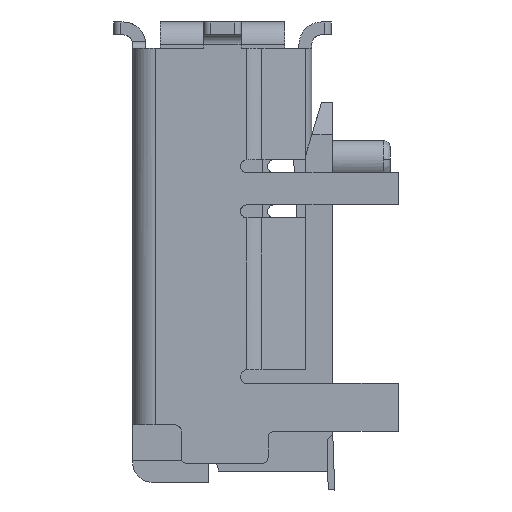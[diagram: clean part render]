
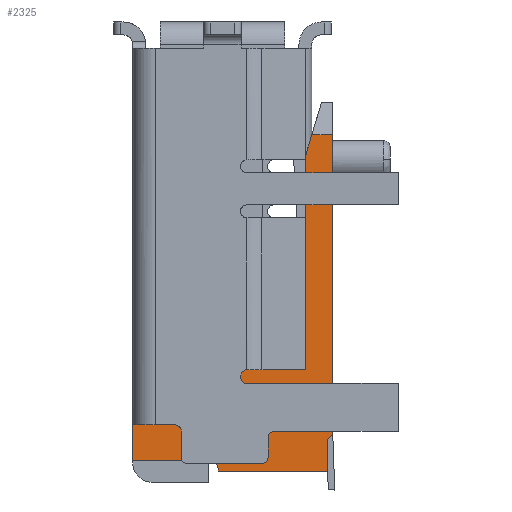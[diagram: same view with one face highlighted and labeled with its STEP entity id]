
A CAD part, left-side view. The second image highlights one B-rep face of the part: STEP entity #2325.
In plain terms, the highlighted planar face has unit normal (-1, 0, 0).
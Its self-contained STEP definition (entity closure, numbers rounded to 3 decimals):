
#115 = VERTEX_POINT ( 'NONE', #23627 ) ;
#306 = VERTEX_POINT ( 'NONE', #12546 ) ;
#450 = DIRECTION ( 'NONE',  ( 1., 0., 0. ) ) ;
#506 = VECTOR ( 'NONE', #28980, 1000. ) ;
#598 = EDGE_CURVE ( 'NONE', #306, #25777, #17321, .T. ) ;
#770 = EDGE_CURVE ( 'NONE', #15311, #1020, #30847, .T. ) ;
#933 = EDGE_CURVE ( 'NONE', #22228, #3373, #25632, .T. ) ;
#946 = VECTOR ( 'NONE', #13262, 1000. ) ;
#1020 = VERTEX_POINT ( 'NONE', #15540 ) ;
#1054 = CARTESIAN_POINT ( 'NONE',  ( -8., 0.667, -13.603 ) ) ;
#1160 = VERTEX_POINT ( 'NONE', #19315 ) ;
#1366 = CARTESIAN_POINT ( 'NONE',  ( -8., 0.444, -13.747 ) ) ;
#1495 = LINE ( 'NONE', #20751, #20753 ) ;
#1673 = CARTESIAN_POINT ( 'NONE',  ( -8., 0.614, -13.617 ) ) ;
#1721 = ORIENTED_EDGE ( 'NONE', *, *, #30044, .F. ) ;
#1828 = EDGE_CURVE ( 'NONE', #18967, #5949, #7126, .T. ) ;
#2051 = EDGE_CURVE ( 'NONE', #5949, #306, #27280, .T. ) ;
#2278 = DIRECTION ( 'NONE',  ( 0., 0., 1. ) ) ;
#2325 = ADVANCED_FACE ( 'NONE', ( #24115 ), #14680, .F. ) ;
#2363 = DIRECTION ( 'NONE',  ( 0., -1., 0. ) ) ;
#2371 = CARTESIAN_POINT ( 'NONE',  ( -8., -0.03, -12.5 ) ) ;
#3373 = VERTEX_POINT ( 'NONE', #5525 ) ;
#3431 = VECTOR ( 'NONE', #29108, 1000. ) ;
#3551 = DIRECTION ( 'NONE',  ( 0., 0.707, -0.707 ) ) ;
#3571 = ORIENTED_EDGE ( 'NONE', *, *, #598, .F. ) ;
#3842 = CARTESIAN_POINT ( 'NONE',  ( -8., -2.495, -3.5 ) ) ;
#3906 = CARTESIAN_POINT ( 'NONE',  ( -8., 0.415, -13.9 ) ) ;
#3928 = LINE ( 'NONE', #21252, #20800 ) ;
#4057 = CARTESIAN_POINT ( 'NONE',  ( -8., -0.276, -10.79 ) ) ;
#4383 = DIRECTION ( 'NONE',  ( 0., 1., 0. ) ) ;
#4916 = VECTOR ( 'NONE', #22254, 1000. ) ;
#5525 = CARTESIAN_POINT ( 'NONE',  ( -8., -2.965, -12.96 ) ) ;
#5693 = CARTESIAN_POINT ( 'NONE',  ( -8., 3.019, -12.5 ) ) ;
#5706 = VERTEX_POINT ( 'NONE', #3906 ) ;
#5710 = ORIENTED_EDGE ( 'NONE', *, *, #17839, .F. ) ;
#5735 = LINE ( 'NONE', #27321, #10528 ) ;
#5844 = LINE ( 'NONE', #27126, #4916 ) ;
#5949 = VERTEX_POINT ( 'NONE', #26737 ) ;
#6250 = CARTESIAN_POINT ( 'NONE',  ( -8., 0.415, -13.9 ) ) ;
#6363 = EDGE_CURVE ( 'NONE', #12253, #22228, #5844, .T. ) ;
#6372 = DIRECTION ( 'NONE',  ( 0., -0.287, 0.958 ) ) ;
#6706 = EDGE_CURVE ( 'NONE', #23475, #12253, #6744, .T. ) ;
#6744 = LINE ( 'NONE', #8611, #24555 ) ;
#6830 = EDGE_CURVE ( 'NONE', #26754, #115, #5735, .T. ) ;
#6976 = CARTESIAN_POINT ( 'NONE',  ( -8., -1.897, -10.79 ) ) ;
#6992 = VERTEX_POINT ( 'NONE', #24614 ) ;
#7126 = LINE ( 'NONE', #6976, #8879 ) ;
#7506 = LINE ( 'NONE', #17311, #3431 ) ;
#7776 = ORIENTED_EDGE ( 'NONE', *, *, #770, .F. ) ;
#8197 = B_SPLINE_CURVE_WITH_KNOTS ( 'NONE', 3,
 ( #27369, #13068, #1054, #10678, #27837, #1673, #28155, #18393, #1366, #16007, #6250 ),
 .UNSPECIFIED., .F., .F.,
 ( 4, 1, 2, 2, 2, 4 ),
 ( 0., 0.125, 0.187, 0.25, 0.5, 1. ),
 .UNSPECIFIED. ) ;
#8611 = CARTESIAN_POINT ( 'NONE',  ( -8., -0.03, -3.5 ) ) ;
#8619 = LINE ( 'NONE', #24894, #946 ) ;
#8879 = VECTOR ( 'NONE', #2363, 1000. ) ;
#9296 = CARTESIAN_POINT ( 'NONE',  ( -8., 0.415, -8.725 ) ) ;
#9863 = VECTOR ( 'NONE', #29283, 1000. ) ;
#10528 = VECTOR ( 'NONE', #15802, 1000. ) ;
#10678 = CARTESIAN_POINT ( 'NONE',  ( -8., 0.64, -13.609 ) ) ;
#11029 = DIRECTION ( 'NONE',  ( 0., -1., 0. ) ) ;
#12024 = DIRECTION ( 'NONE',  ( 0., -1., 0. ) ) ;
#12253 = VERTEX_POINT ( 'NONE', #21664 ) ;
#12546 = CARTESIAN_POINT ( 'NONE',  ( -8., -2.295, -10.79 ) ) ;
#13068 = CARTESIAN_POINT ( 'NONE',  ( -8., 0.696, -13.6 ) ) ;
#13091 = CARTESIAN_POINT ( 'NONE',  ( -8., -2.295, -8.725 ) ) ;
#13262 = DIRECTION ( 'NONE',  ( 0., 0., -1. ) ) ;
#13276 = CARTESIAN_POINT ( 'NONE',  ( -8., 0.715, -13.6 ) ) ;
#13670 = ORIENTED_EDGE ( 'NONE', *, *, #20663, .F. ) ;
#13671 = LINE ( 'NONE', #23257, #15285 ) ;
#14111 = LINE ( 'NONE', #2371, #22561 ) ;
#14680 = PLANE ( 'NONE',  #27503 ) ;
#14705 = EDGE_CURVE ( 'NONE', #21027, #5706, #8197, .T. ) ;
#14899 = VECTOR ( 'NONE', #22256, 1000. ) ;
#15285 = VECTOR ( 'NONE', #30489, 1000. ) ;
#15311 = VERTEX_POINT ( 'NONE', #17222 ) ;
#15540 = CARTESIAN_POINT ( 'NONE',  ( -8., 3.065, -12.5 ) ) ;
#15559 = ORIENTED_EDGE ( 'NONE', *, *, #6830, .F. ) ;
#15693 = ORIENTED_EDGE ( 'NONE', *, *, #14705, .T. ) ;
#15802 = DIRECTION ( 'NONE',  ( 0., -1., 0. ) ) ;
#16007 = CARTESIAN_POINT ( 'NONE',  ( -8., 0.415, -13.818 ) ) ;
#16871 = ORIENTED_EDGE ( 'NONE', *, *, #6363, .F. ) ;
#17222 = CARTESIAN_POINT ( 'NONE',  ( -8., 3.065, -13.6 ) ) ;
#17311 = CARTESIAN_POINT ( 'NONE',  ( -8., 1.89, -13.6 ) ) ;
#17321 = LINE ( 'NONE', #13091, #9863 ) ;
#17489 = CARTESIAN_POINT ( 'NONE',  ( -8., -0.03, -8.725 ) ) ;
#17839 = EDGE_CURVE ( 'NONE', #1160, #5706, #26021, .T. ) ;
#18393 = CARTESIAN_POINT ( 'NONE',  ( -8., 0.532, -13.658 ) ) ;
#18967 = VERTEX_POINT ( 'NONE', #4057 ) ;
#19009 = ORIENTED_EDGE ( 'NONE', *, *, #20481, .F. ) ;
#19010 = ORIENTED_EDGE ( 'NONE', *, *, #1828, .F. ) ;
#19315 = CARTESIAN_POINT ( 'NONE',  ( -8., 0.415, -13.95 ) ) ;
#19592 = CARTESIAN_POINT ( 'NONE',  ( -8., -0.03, -10.79 ) ) ;
#20410 = ORIENTED_EDGE ( 'NONE', *, *, #21756, .F. ) ;
#20481 = EDGE_CURVE ( 'NONE', #6992, #1160, #3928, .T. ) ;
#20663 = EDGE_CURVE ( 'NONE', #115, #18967, #13671, .T. ) ;
#20751 = CARTESIAN_POINT ( 'NONE',  ( -8., -2.295, -4.167 ) ) ;
#20753 = VECTOR ( 'NONE', #6372, 1000. ) ;
#20800 = VECTOR ( 'NONE', #4383, 1000. ) ;
#21027 = VERTEX_POINT ( 'NONE', #13276 ) ;
#21252 = CARTESIAN_POINT ( 'NONE',  ( -8., -0.03, -13.95 ) ) ;
#21664 = CARTESIAN_POINT ( 'NONE',  ( -8., -3.125, -3.5 ) ) ;
#21756 = EDGE_CURVE ( 'NONE', #25777, #23475, #1495, .T. ) ;
#22228 = VERTEX_POINT ( 'NONE', #29242 ) ;
#22254 = DIRECTION ( 'NONE',  ( 0., 0., -1. ) ) ;
#22256 = DIRECTION ( 'NONE',  ( 0., -1., 0. ) ) ;
#22561 = VECTOR ( 'NONE', #12024, 1000. ) ;
#22808 = EDGE_LOOP ( 'NONE', ( #7776, #1721, #15693, #5710, #19009, #30826, #25929, #16871, #24273, #20410, #3571, #27602, #19010, #13670, #15559, #27185 ) ) ;
#23257 = CARTESIAN_POINT ( 'NONE',  ( -8., -0.276, -8.725 ) ) ;
#23475 = VERTEX_POINT ( 'NONE', #3842 ) ;
#23627 = CARTESIAN_POINT ( 'NONE',  ( -8., -0.276, -12.5 ) ) ;
#24115 = FACE_OUTER_BOUND ( 'NONE', #22808, .T. ) ;
#24273 = ORIENTED_EDGE ( 'NONE', *, *, #6706, .F. ) ;
#24555 = VECTOR ( 'NONE', #11029, 1000. ) ;
#24614 = CARTESIAN_POINT ( 'NONE',  ( -8., -2.965, -13.95 ) ) ;
#24894 = CARTESIAN_POINT ( 'NONE',  ( -8., -2.965, -8.725 ) ) ;
#24999 = VECTOR ( 'NONE', #3551, 1000. ) ;
#25632 = LINE ( 'NONE', #27824, #24999 ) ;
#25777 = VERTEX_POINT ( 'NONE', #28339 ) ;
#25929 = ORIENTED_EDGE ( 'NONE', *, *, #933, .F. ) ;
#26021 = LINE ( 'NONE', #9296, #506 ) ;
#26464 = DIRECTION ( 'NONE',  ( 0., 0., -1. ) ) ;
#26737 = CARTESIAN_POINT ( 'NONE',  ( -8., -1.191, -10.79 ) ) ;
#26754 = VERTEX_POINT ( 'NONE', #5693 ) ;
#27126 = CARTESIAN_POINT ( 'NONE',  ( -8., -3.125, -8.725 ) ) ;
#27185 = ORIENTED_EDGE ( 'NONE', *, *, #27254, .F. ) ;
#27254 = EDGE_CURVE ( 'NONE', #1020, #26754, #14111, .T. ) ;
#27280 = LINE ( 'NONE', #19592, #14899 ) ;
#27321 = CARTESIAN_POINT ( 'NONE',  ( -8., -0.03, -12.5 ) ) ;
#27369 = CARTESIAN_POINT ( 'NONE',  ( -8., 0.715, -13.6 ) ) ;
#27503 = AXIS2_PLACEMENT_3D ( 'NONE', #17489, #450, #26464 ) ;
#27602 = ORIENTED_EDGE ( 'NONE', *, *, #2051, .F. ) ;
#27732 = EDGE_CURVE ( 'NONE', #3373, #6992, #8619, .T. ) ;
#27824 = CARTESIAN_POINT ( 'NONE',  ( -8., -3.045, -12.88 ) ) ;
#27837 = CARTESIAN_POINT ( 'NONE',  ( -8., 0.622, -13.614 ) ) ;
#28017 = VECTOR ( 'NONE', #2278, 1000. ) ;
#28155 = CARTESIAN_POINT ( 'NONE',  ( -8., 0.565, -13.637 ) ) ;
#28339 = CARTESIAN_POINT ( 'NONE',  ( -8., -2.295, -4.167 ) ) ;
#28480 = CARTESIAN_POINT ( 'NONE',  ( -8., 3.065, -8.725 ) ) ;
#28980 = DIRECTION ( 'NONE',  ( 0., 0., 1. ) ) ;
#29108 = DIRECTION ( 'NONE',  ( 0., 1., 0. ) ) ;
#29242 = CARTESIAN_POINT ( 'NONE',  ( -8., -3.125, -12.8 ) ) ;
#29283 = DIRECTION ( 'NONE',  ( 0., 0., 1. ) ) ;
#30044 = EDGE_CURVE ( 'NONE', #21027, #15311, #7506, .T. ) ;
#30489 = DIRECTION ( 'NONE',  ( 0., 0., 1. ) ) ;
#30826 = ORIENTED_EDGE ( 'NONE', *, *, #27732, .F. ) ;
#30847 = LINE ( 'NONE', #28480, #28017 ) ;
